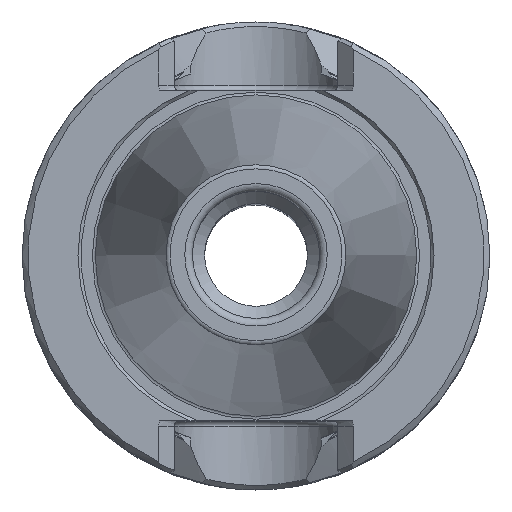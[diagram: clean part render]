
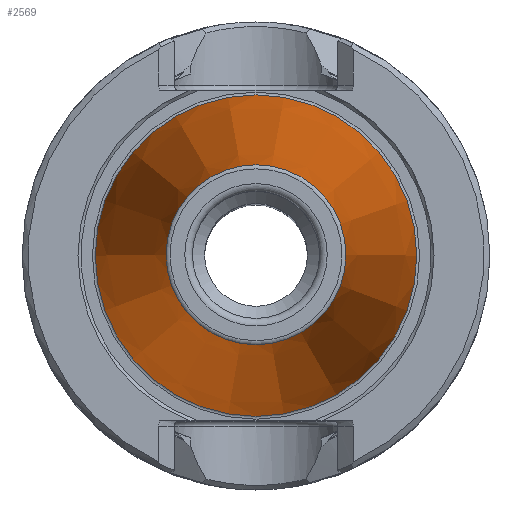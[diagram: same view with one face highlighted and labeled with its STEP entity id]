
A CAD part, top view. The second image highlights one B-rep face of the part: STEP entity #2569.
In plain terms, the highlighted conical face has half-angle 8.297 degrees and reference radius 8.642 mm.
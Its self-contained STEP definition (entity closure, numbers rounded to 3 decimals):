
#287=CONICAL_SURFACE('',#2747,8.642,0.145);
#401=ORIENTED_EDGE('',*,*,#820,.F.);
#402=ORIENTED_EDGE('',*,*,#819,.F.);
#819=EDGE_CURVE('',#1052,#1052,#1223,.F.);
#820=EDGE_CURVE('',#1053,#1053,#1224,.T.);
#1052=VERTEX_POINT('',#3535);
#1053=VERTEX_POINT('',#3538);
#1223=CIRCLE('',#2746,8.845);
#1224=CIRCLE('',#2748,15.802);
#1370=EDGE_LOOP('',(#401));
#1371=EDGE_LOOP('',(#402));
#1552=FACE_BOUND('',#1370,.T.);
#1553=FACE_BOUND('',#1371,.T.);
#2569=ADVANCED_FACE('',(#1552,#1553),#287,.T.);
#2746=AXIS2_PLACEMENT_3D('',#3534,#3074,#3075);
#2747=AXIS2_PLACEMENT_3D('',#3536,#3076,#3077);
#2748=AXIS2_PLACEMENT_3D('',#3537,#3078,#3079);
#3074=DIRECTION('',(0.,0.,-1.));
#3075=DIRECTION('',(-1.,0.,0.));
#3076=DIRECTION('',(0.,0.,-1.));
#3077=DIRECTION('',(-1.,0.,0.));
#3078=DIRECTION('',(0.,0.,-1.));
#3079=DIRECTION('',(-1.,0.,0.));
#3534=CARTESIAN_POINT('',(0.,0.,48.207));
#3535=CARTESIAN_POINT('',(-8.845,0.,48.207));
#3536=CARTESIAN_POINT('',(0.,0.,49.6));
#3537=CARTESIAN_POINT('',(0.,0.,0.5));
#3538=CARTESIAN_POINT('',(-15.802,0.,0.5));
